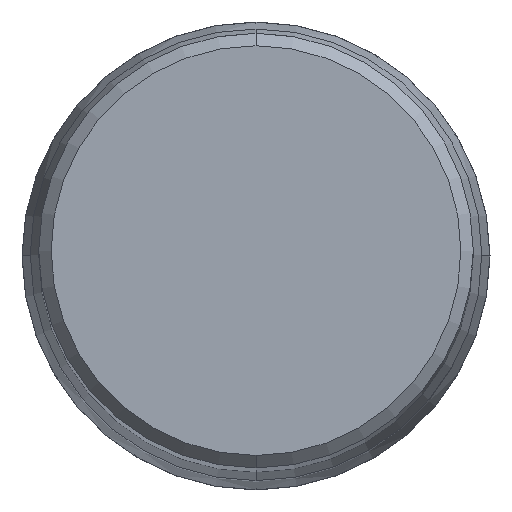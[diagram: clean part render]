
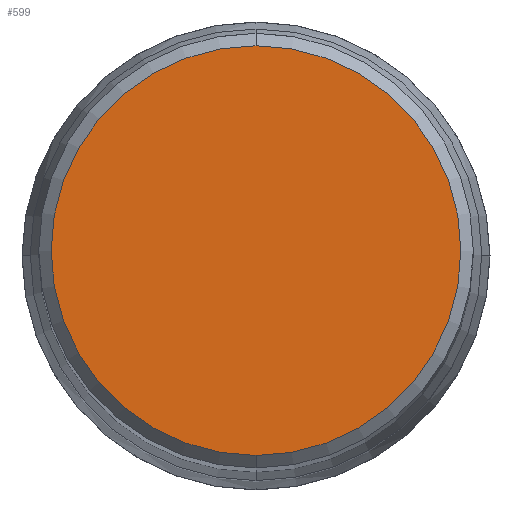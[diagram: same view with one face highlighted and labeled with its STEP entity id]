
A CAD part, top view. The second image highlights one B-rep face of the part: STEP entity #599.
In plain terms, the highlighted planar face has unit normal (0, 0, 1).
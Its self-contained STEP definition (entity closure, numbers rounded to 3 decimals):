
#303=EDGE_CURVE('',#537,#575,#799,.T.);
#471=EDGE_CURVE('',#575,#537,#985,.T.);
#537=VERTEX_POINT('',#1056);
#575=VERTEX_POINT('',#1098);
#599=ADVANCED_FACE('',(#1125),#1126,.T.);
#799=CIRCLE('',#1392,19.8);
#985=CIRCLE('',#1707,19.8);
#1056=CARTESIAN_POINT('',(0.0,19.8,0.0));
#1098=CARTESIAN_POINT('',(0.,-19.8,0.0));
#1125=FACE_OUTER_BOUND('',#2041,.T.);
#1126=PLANE('',#2042);
#1392=AXIS2_PLACEMENT_3D('',#2342,#2343,#2344);
#1707=AXIS2_PLACEMENT_3D('',#2593,#2594,#2595);
#2041=EDGE_LOOP('',(#2784,#2785));
#2042=AXIS2_PLACEMENT_3D('',#2786,#2787,#2788);
#2342=CARTESIAN_POINT('',(0.0,0.0,0.0));
#2343=DIRECTION('',(0.0,0.0,-1.0));
#2344=DIRECTION('',(0.0,1.0,0.0));
#2593=CARTESIAN_POINT('',(0.0,0.0,0.0));
#2594=DIRECTION('',(0.0,0.0,-1.0));
#2595=DIRECTION('',(0.0,1.0,0.0));
#2784=ORIENTED_EDGE('',*,*,#303,.F.);
#2785=ORIENTED_EDGE('',*,*,#471,.F.);
#2786=CARTESIAN_POINT('',(0.0,9.9,0.0));
#2787=DIRECTION('',(-0.0,0.0,1.0));
#2788=DIRECTION('',(0.0,-1.0,0.0));
